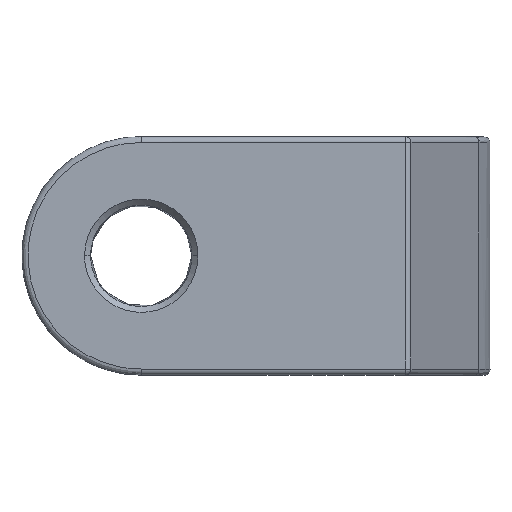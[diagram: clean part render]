
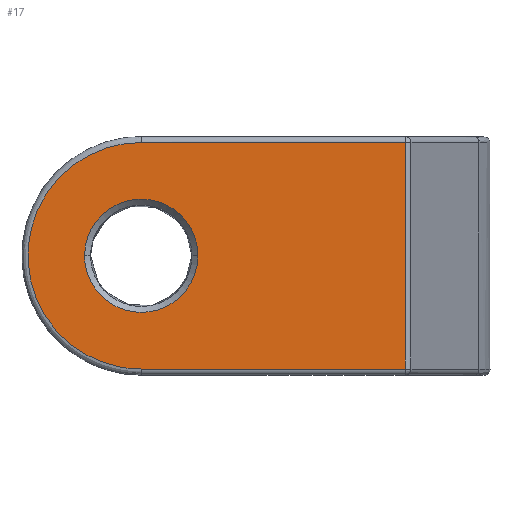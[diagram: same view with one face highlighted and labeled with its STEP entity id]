
A CAD part, top view. The second image highlights one B-rep face of the part: STEP entity #17.
In plain terms, the highlighted free-form (B-spline) face has degree [1, 1] with [2, 2] control points.
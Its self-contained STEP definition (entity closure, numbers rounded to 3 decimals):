
#17 = ADVANCED_FACE('',(#18,#51),#73,.T.);
#18 = FACE_BOUND('',#19,.F.);
#19 = EDGE_LOOP('',(#20,#29,#39,#46));
#20 = ORIENTED_EDGE('',*,*,#21,.F.);
#21 = EDGE_CURVE('',#22,#24,#26,.T.);
#22 = VERTEX_POINT('',#23);
#23 = CARTESIAN_POINT('',(-5.577,-5.504,7.243
    ));
#24 = VERTEX_POINT('',#25);
#25 = CARTESIAN_POINT('',(7.261,-5.504,7.243)
  );
#26 = B_SPLINE_CURVE_WITH_KNOTS('',1,(#27,#28),.UNSPECIFIED.,.F.,.F.,(2,
    2),(0.,8.863),.PIECEWISE_BEZIER_KNOTS.);
#27 = CARTESIAN_POINT('',(-5.577,-5.504,7.243
    ));
#28 = CARTESIAN_POINT('',(7.261,-5.504,7.243)
  );
#29 = ORIENTED_EDGE('',*,*,#30,.F.);
#30 = EDGE_CURVE('',#31,#22,#33,.T.);
#31 = VERTEX_POINT('',#32);
#32 = CARTESIAN_POINT('',(-5.577,5.504,7.243)
  );
#33 = ( BOUNDED_CURVE() B_SPLINE_CURVE(2,(#34,#35,#36,#37,#38),
.UNSPECIFIED.,.F.,.F.) B_SPLINE_CURVE_WITH_KNOTS((3,2,3),(0.,
1.571,3.142),.PIECEWISE_BEZIER_KNOTS.) CURVE() 
GEOMETRIC_REPRESENTATION_ITEM() RATIONAL_B_SPLINE_CURVE((1.,
0.707,1.,0.707,1.)) REPRESENTATION_ITEM('') );
#34 = CARTESIAN_POINT('',(-5.577,5.504,7.243)
  );
#35 = CARTESIAN_POINT('',(-11.081,5.504,7.243)
  );
#36 = CARTESIAN_POINT('',(-11.081,0.,
    7.243));
#37 = CARTESIAN_POINT('',(-11.081,-5.504,7.243)
  );
#38 = CARTESIAN_POINT('',(-5.577,-5.504,7.243
    ));
#39 = ORIENTED_EDGE('',*,*,#40,.F.);
#40 = EDGE_CURVE('',#41,#31,#43,.T.);
#41 = VERTEX_POINT('',#42);
#42 = CARTESIAN_POINT('',(7.261,5.504,7.243)
  );
#43 = B_SPLINE_CURVE_WITH_KNOTS('',1,(#44,#45),.UNSPECIFIED.,.F.,.F.,(2,
    2),(0.,8.863),.PIECEWISE_BEZIER_KNOTS.);
#44 = CARTESIAN_POINT('',(7.261,5.504,7.243)
  );
#45 = CARTESIAN_POINT('',(-5.577,5.504,7.243)
  );
#46 = ORIENTED_EDGE('',*,*,#47,.F.);
#47 = EDGE_CURVE('',#24,#41,#48,.T.);
#48 = B_SPLINE_CURVE_WITH_KNOTS('',1,(#49,#50),.UNSPECIFIED.,.F.,.F.,(2,
    2),(0.,7.6),.PIECEWISE_BEZIER_KNOTS.);
#49 = CARTESIAN_POINT('',(7.261,-5.504,7.243)
  );
#50 = CARTESIAN_POINT('',(7.261,5.504,7.243)
  );
#51 = FACE_BOUND('',#52,.F.);
#52 = EDGE_LOOP('',(#53,#65));
#53 = ORIENTED_EDGE('',*,*,#54,.F.);
#54 = EDGE_CURVE('',#55,#57,#59,.T.);
#55 = VERTEX_POINT('',#56);
#56 = CARTESIAN_POINT('',(-8.329,0.,7.243));
#57 = VERTEX_POINT('',#58);
#58 = CARTESIAN_POINT('',(-2.825,0.,7.243));
#59 = ( BOUNDED_CURVE() B_SPLINE_CURVE(2,(#60,#61,#62,#63,#64),
.UNSPECIFIED.,.F.,.F.) B_SPLINE_CURVE_WITH_KNOTS((3,2,3),(0.,
1.571,3.142),.PIECEWISE_BEZIER_KNOTS.) CURVE() 
GEOMETRIC_REPRESENTATION_ITEM() RATIONAL_B_SPLINE_CURVE((1.,
0.707,1.,0.707,1.)) REPRESENTATION_ITEM('') );
#60 = CARTESIAN_POINT('',(-8.329,0.,7.243));
#61 = CARTESIAN_POINT('',(-8.329,2.752,7.243)
  );
#62 = CARTESIAN_POINT('',(-5.577,2.752,7.243)
  );
#63 = CARTESIAN_POINT('',(-2.825,2.752,7.243));
#64 = CARTESIAN_POINT('',(-2.825,0.,
    7.243));
#65 = ORIENTED_EDGE('',*,*,#66,.F.);
#66 = EDGE_CURVE('',#57,#55,#67,.T.);
#67 = ( BOUNDED_CURVE() B_SPLINE_CURVE(2,(#68,#69,#70,#71,#72),
.UNSPECIFIED.,.F.,.F.) B_SPLINE_CURVE_WITH_KNOTS((3,2,3),(0.,
1.571,3.142),.PIECEWISE_BEZIER_KNOTS.) CURVE() 
GEOMETRIC_REPRESENTATION_ITEM() RATIONAL_B_SPLINE_CURVE((1.,
0.707,1.,0.707,1.)) REPRESENTATION_ITEM('') );
#68 = CARTESIAN_POINT('',(-2.825,0.,7.243));
#69 = CARTESIAN_POINT('',(-2.825,-2.752,7.243)
  );
#70 = CARTESIAN_POINT('',(-5.577,-2.752,7.243
    ));
#71 = CARTESIAN_POINT('',(-8.329,-2.752,7.243
    ));
#72 = CARTESIAN_POINT('',(-8.329,0.,
    7.243));
#73 = B_SPLINE_SURFACE_WITH_KNOTS('',1,1,(
    (#74,#75)
    ,(#76,#77
    )),.UNSPECIFIED.,.F.,.F.,.F.,(2,2),(2,2),(-7.65,5.013),(
    -3.8,3.8),.PIECEWISE_BEZIER_KNOTS.);
#74 = CARTESIAN_POINT('',(-11.081,-5.504,7.243)
  );
#75 = CARTESIAN_POINT('',(-11.081,5.504,7.243)
  );
#76 = CARTESIAN_POINT('',(7.261,-5.504,7.243)
  );
#77 = CARTESIAN_POINT('',(7.261,5.504,7.243)
  );
